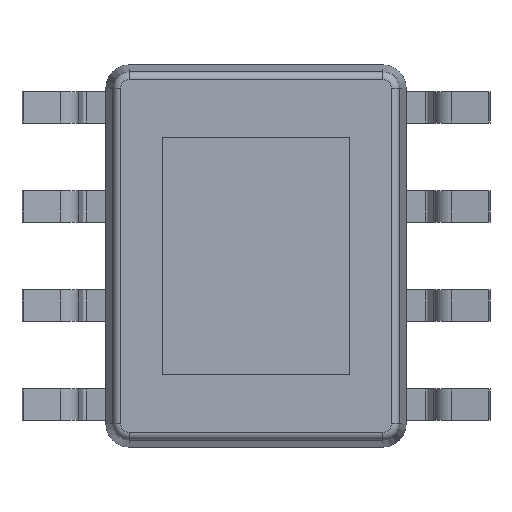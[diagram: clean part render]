
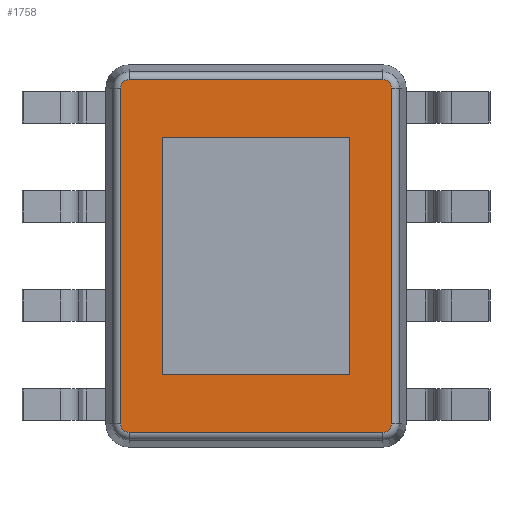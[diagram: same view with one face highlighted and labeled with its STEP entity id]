
A CAD part, front view. The second image highlights one B-rep face of the part: STEP entity #1758.
In plain terms, the highlighted planar face has unit normal (0, -1, 0).
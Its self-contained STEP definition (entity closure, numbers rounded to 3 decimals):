
#140 = CARTESIAN_POINT ( 'NONE',  ( -1.737, 0.13, 2.15 ) ) ;
#187 = DIRECTION ( 'NONE',  ( 0., -1., 0. ) ) ;
#303 = CARTESIAN_POINT ( 'NONE',  ( 1.737, 0.13, 2.15 ) ) ;
#409 = CIRCLE ( 'NONE', #2884, 0.112 ) ;
#444 = CARTESIAN_POINT ( 'NONE',  ( -1.737, 0.13, -2.15 ) ) ;
#478 = VECTOR ( 'NONE', #4498, 1000. ) ;
#574 = EDGE_CURVE ( 'NONE', #2170, #4619, #4015, .T. ) ;
#946 = PLANE ( 'NONE',  #1440 ) ;
#973 = VERTEX_POINT ( 'NONE', #1926 ) ;
#1056 = DIRECTION ( 'NONE',  ( 0., 0., 1. ) ) ;
#1063 = DIRECTION ( 'NONE',  ( 0., -1., 0. ) ) ;
#1094 = VERTEX_POINT ( 'NONE', #1442 ) ;
#1192 = CARTESIAN_POINT ( 'NONE',  ( -1.625, 0.13, -2.262 ) ) ;
#1238 = DIRECTION ( 'NONE',  ( 0., -1., 0. ) ) ;
#1302 = EDGE_CURVE ( 'NONE', #3507, #1975, #3279, .T. ) ;
#1375 = ORIENTED_EDGE ( 'NONE', *, *, #2501, .T. ) ;
#1440 = AXIS2_PLACEMENT_3D ( 'NONE', #3993, #3244, #1720 ) ;
#1442 = CARTESIAN_POINT ( 'NONE',  ( -1.625, 0.13, 2.262 ) ) ;
#1549 = CARTESIAN_POINT ( 'NONE',  ( -1.625, 0.13, 2.15 ) ) ;
#1597 = ORIENTED_EDGE ( 'NONE', *, *, #2740, .T. ) ;
#1648 = EDGE_CURVE ( 'NONE', #2488, #1094, #3509, .T. ) ;
#1712 = DIRECTION ( 'NONE',  ( 0., 0., 1. ) ) ;
#1720 = DIRECTION ( 'NONE',  ( 0., 0., 1. ) ) ;
#1725 = ORIENTED_EDGE ( 'NONE', *, *, #1302, .T. ) ;
#1758 = ADVANCED_FACE ( 'NONE', ( #4782 ), #946, .F. ) ;
#1843 = DIRECTION ( 'NONE',  ( 0., 0., 1. ) ) ;
#1901 = ORIENTED_EDGE ( 'NONE', *, *, #3040, .T. ) ;
#1926 = CARTESIAN_POINT ( 'NONE',  ( -1.737, 0.13, -2.15 ) ) ;
#1975 = VERTEX_POINT ( 'NONE', #3796 ) ;
#2170 = VERTEX_POINT ( 'NONE', #2333 ) ;
#2179 = DIRECTION ( 'NONE',  ( 0., -1., 0. ) ) ;
#2244 = AXIS2_PLACEMENT_3D ( 'NONE', #3390, #1063, #1843 ) ;
#2319 = LINE ( 'NONE', #444, #3236 ) ;
#2333 = CARTESIAN_POINT ( 'NONE',  ( 1.737, 0.13, -2.15 ) ) ;
#2373 = ORIENTED_EDGE ( 'NONE', *, *, #2381, .T. ) ;
#2381 = EDGE_CURVE ( 'NONE', #4523, #973, #2319, .T. ) ;
#2488 = VERTEX_POINT ( 'NONE', #3149 ) ;
#2501 = EDGE_CURVE ( 'NONE', #973, #3507, #4476, .T. ) ;
#2527 = DIRECTION ( 'NONE',  ( 1., 0., 0. ) ) ;
#2562 = AXIS2_PLACEMENT_3D ( 'NONE', #4673, #1238, #4293 ) ;
#2740 = EDGE_CURVE ( 'NONE', #1975, #2170, #3282, .T. ) ;
#2854 = EDGE_LOOP ( 'NONE', ( #3354, #1901, #4651, #4794, #2373, #1375, #1725, #1597 ) ) ;
#2884 = AXIS2_PLACEMENT_3D ( 'NONE', #4012, #187, #1712 ) ;
#2886 = DIRECTION ( 'NONE',  ( 0., 0., 1. ) ) ;
#2918 = CIRCLE ( 'NONE', #3639, 0.112 ) ;
#2947 = VECTOR ( 'NONE', #2886, 1000. ) ;
#3040 = EDGE_CURVE ( 'NONE', #4619, #2488, #409, .T. ) ;
#3128 = VECTOR ( 'NONE', #2527, 1000. ) ;
#3139 = CARTESIAN_POINT ( 'NONE',  ( -1.625, 0.13, 2.262 ) ) ;
#3149 = CARTESIAN_POINT ( 'NONE',  ( 1.625, 0.13, 2.262 ) ) ;
#3171 = EDGE_CURVE ( 'NONE', #1094, #4523, #2918, .T. ) ;
#3236 = VECTOR ( 'NONE', #3841, 1000. ) ;
#3244 = DIRECTION ( 'NONE',  ( 0., 1., 0. ) ) ;
#3279 = LINE ( 'NONE', #4050, #3128 ) ;
#3282 = CIRCLE ( 'NONE', #2244, 0.112 ) ;
#3354 = ORIENTED_EDGE ( 'NONE', *, *, #574, .T. ) ;
#3390 = CARTESIAN_POINT ( 'NONE',  ( 1.625, 0.13, -2.15 ) ) ;
#3507 = VERTEX_POINT ( 'NONE', #1192 ) ;
#3509 = LINE ( 'NONE', #3139, #478 ) ;
#3639 = AXIS2_PLACEMENT_3D ( 'NONE', #1549, #2179, #1056 ) ;
#3796 = CARTESIAN_POINT ( 'NONE',  ( 1.625, 0.13, -2.262 ) ) ;
#3841 = DIRECTION ( 'NONE',  ( 0., 0., -1. ) ) ;
#3993 = CARTESIAN_POINT ( 'NONE',  ( 0., 0.13, 0. ) ) ;
#4012 = CARTESIAN_POINT ( 'NONE',  ( 1.625, 0.13, 2.15 ) ) ;
#4015 = LINE ( 'NONE', #4781, #2947 ) ;
#4050 = CARTESIAN_POINT ( 'NONE',  ( 1.625, 0.13, -2.262 ) ) ;
#4293 = DIRECTION ( 'NONE',  ( 0., 0., 1. ) ) ;
#4476 = CIRCLE ( 'NONE', #2562, 0.112 ) ;
#4498 = DIRECTION ( 'NONE',  ( -1., 0., 0. ) ) ;
#4523 = VERTEX_POINT ( 'NONE', #140 ) ;
#4619 = VERTEX_POINT ( 'NONE', #303 ) ;
#4651 = ORIENTED_EDGE ( 'NONE', *, *, #1648, .T. ) ;
#4673 = CARTESIAN_POINT ( 'NONE',  ( -1.625, 0.13, -2.15 ) ) ;
#4781 = CARTESIAN_POINT ( 'NONE',  ( 1.737, 0.13, 2.15 ) ) ;
#4782 = FACE_OUTER_BOUND ( 'NONE', #2854, .T. ) ;
#4794 = ORIENTED_EDGE ( 'NONE', *, *, #3171, .T. ) ;
